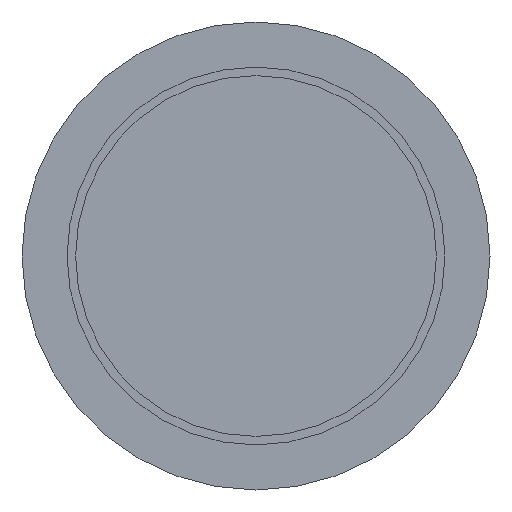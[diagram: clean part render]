
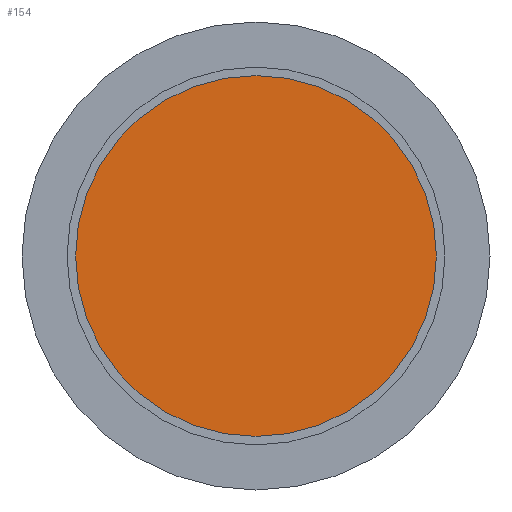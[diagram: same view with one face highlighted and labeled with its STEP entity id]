
A CAD part, front view. The second image highlights one B-rep face of the part: STEP entity #154.
In plain terms, the highlighted planar face has unit normal (0, -1, 0).
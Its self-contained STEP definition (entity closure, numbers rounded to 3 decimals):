
#123=CARTESIAN_POINT('',(106.0,9.5,0.));
#124=VERTEX_POINT('',#123);
#125=CARTESIAN_POINT('',(0.0,9.5,0.0));
#126=DIRECTION('',(0.0,1.0,0.0));
#127=DIRECTION('',(-1.0,0.0,0.0));
#128=AXIS2_PLACEMENT_3D('',#125,#126,#127);
#129=CIRCLE('',#128,106.0);
#130=EDGE_CURVE('',#124,#124,#129,.T.);
#146=CARTESIAN_POINT('',(0.0,9.5,0.0));
#147=DIRECTION('',(0.0,1.0,0.0));
#148=DIRECTION('',(0.0,0.0,1.0));
#149=AXIS2_PLACEMENT_3D('',#146,#147,#148);
#150=PLANE('',#149);
#151=ORIENTED_EDGE('',*,*,#130,.F.);
#152=EDGE_LOOP('',(#151));
#153=FACE_OUTER_BOUND('',#152,.T.);
#154=ADVANCED_FACE('',(#153),#150,.F.);
